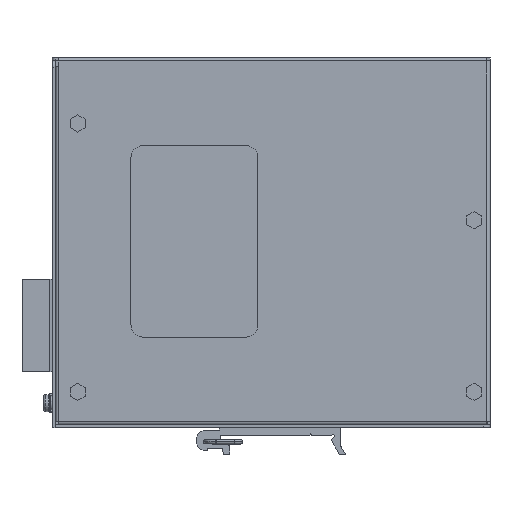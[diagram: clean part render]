
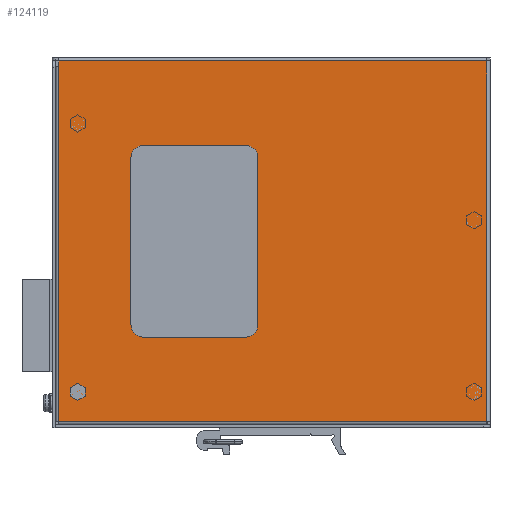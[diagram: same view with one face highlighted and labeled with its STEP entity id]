
A CAD part, front view. The second image highlights one B-rep face of the part: STEP entity #124119.
In plain terms, the highlighted planar face has unit normal (0, -1, 0).
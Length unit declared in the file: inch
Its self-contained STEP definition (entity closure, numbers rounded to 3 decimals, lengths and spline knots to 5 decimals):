
#439 = AXIS2_PLACEMENT_3D ( 'NONE', #98114, #100769, #170594 ) ;
#1830 = ORIENTED_EDGE ( 'NONE', *, *, #111985, .T. ) ;
#1926 = VERTEX_POINT ( 'NONE', #93384 ) ;
#2015 = CIRCLE ( 'NONE', #143874, 0.15748 ) ;
#2471 = VERTEX_POINT ( 'NONE', #22929 ) ;
#4146 = CIRCLE ( 'NONE', #137371, 0.15748 ) ;
#6023 = CARTESIAN_POINT ( 'NONE',  ( -0.38583, -0.25591, -1.46555 ) ) ;
#6195 = AXIS2_PLACEMENT_3D ( 'NONE', #61578, #133181, #7155 ) ;
#7155 = DIRECTION ( 'NONE',  ( 1., 0., 0. ) ) ;
#7782 = DIRECTION ( 'NONE',  ( -1., 0., 0. ) ) ;
#10442 = CARTESIAN_POINT ( 'NONE',  ( -1.85039, -0.25591, 0.66831 ) ) ;
#10856 = VERTEX_POINT ( 'NONE', #16508 ) ;
#12138 = ORIENTED_EDGE ( 'NONE', *, *, #48876, .F. ) ;
#16483 = CARTESIAN_POINT ( 'NONE',  ( -0.22835, -0.25591, 0.66831 ) ) ;
#16508 = CARTESIAN_POINT ( 'NONE',  ( -2.77559, -0.25591, -2.70177 ) ) ;
#18034 = CARTESIAN_POINT ( 'NONE',  ( -1.69291, -0.25591, -1.62303 ) ) ;
#18794 = VECTOR ( 'NONE', #51674, 39.37008 ) ;
#19466 = CARTESIAN_POINT ( 'NONE',  ( -0.38583, -0.25591, -1.62303 ) ) ;
#19651 = DIRECTION ( 'NONE',  ( 0., 0., -1. ) ) ;
#20130 = CARTESIAN_POINT ( 'NONE',  ( 2.69685, -0.25591, -2.70177 ) ) ;
#22929 = CARTESIAN_POINT ( 'NONE',  ( -0.38583, -0.25591, 0.82579 ) ) ;
#23167 = EDGE_LOOP ( 'NONE', ( #112083, #1830, #57687, #88278, #83555 ) ) ;
#24481 = CARTESIAN_POINT ( 'NONE',  ( -2.77559, -0.25591, 1.83366 ) ) ;
#24918 = VERTEX_POINT ( 'NONE', #55737 ) ;
#28463 = VECTOR ( 'NONE', #7782, 39.37008 ) ;
#29168 = VECTOR ( 'NONE', #125935, 39.37008 ) ;
#34978 = VERTEX_POINT ( 'NONE', #16483 ) ;
#37075 = EDGE_CURVE ( 'NONE', #101535, #1926, #2015, .T. ) ;
#37476 = EDGE_CURVE ( 'NONE', #140032, #164479, #168186, .T. ) ;
#38815 = ORIENTED_EDGE ( 'NONE', *, *, #121989, .F. ) ;
#39056 = CARTESIAN_POINT ( 'NONE',  ( -2.77559, -0.25591, 1.83366 ) ) ;
#43648 = CARTESIAN_POINT ( 'NONE',  ( -0.38583, -0.25591, 0.66831 ) ) ;
#44537 = LINE ( 'NONE', #98971, #84551 ) ;
#44538 = DIRECTION ( 'NONE',  ( 0., -1., 0. ) ) ;
#45316 = VECTOR ( 'NONE', #101122, 39.37008 ) ;
#48206 = DIRECTION ( 'NONE',  ( 0., 0., 1. ) ) ;
#48207 = ORIENTED_EDGE ( 'NONE', *, *, #74466, .F. ) ;
#48876 = EDGE_CURVE ( 'NONE', #165249, #176655, #44537, .T. ) ;
#51674 = DIRECTION ( 'NONE',  ( 0., 0., -1. ) ) ;
#54028 = VECTOR ( 'NONE', #48206, 39.37008 ) ;
#55481 = CARTESIAN_POINT ( 'NONE',  ( 2.69685, -0.25591, 1.90453 ) ) ;
#55737 = CARTESIAN_POINT ( 'NONE',  ( -1.69291, -0.25591, -1.62303 ) ) ;
#57687 = ORIENTED_EDGE ( 'NONE', *, *, #37476, .T. ) ;
#58227 = VECTOR ( 'NONE', #160239, 39.37008 ) ;
#59918 = DIRECTION ( 'NONE',  ( 1., 0., 0. ) ) ;
#60302 = LINE ( 'NONE', #86611, #45316 ) ;
#61578 = CARTESIAN_POINT ( 'NONE',  ( -0.03937, -0.25591, -0.37894 ) ) ;
#64079 = EDGE_CURVE ( 'NONE', #110822, #137066, #124141, .T. ) ;
#69016 = EDGE_LOOP ( 'NONE', ( #122593, #90204, #79578, #38815, #74812, #12138, #170673, #48207 ) ) ;
#74466 = EDGE_CURVE ( 'NONE', #2471, #174808, #162891, .T. ) ;
#74812 = ORIENTED_EDGE ( 'NONE', *, *, #176415, .F. ) ;
#77837 = FACE_OUTER_BOUND ( 'NONE', #23167, .T. ) ;
#78164 = CIRCLE ( 'NONE', #83988, 0.15748 ) ;
#79578 = ORIENTED_EDGE ( 'NONE', *, *, #37075, .F. ) ;
#80363 = CARTESIAN_POINT ( 'NONE',  ( 2.69685, -0.25591, -2.70177 ) ) ;
#83555 = ORIENTED_EDGE ( 'NONE', *, *, #64079, .T. ) ;
#83565 = DIRECTION ( 'NONE',  ( 0., 0., 1. ) ) ;
#83988 = AXIS2_PLACEMENT_3D ( 'NONE', #122616, #137113, #83565 ) ;
#84551 = VECTOR ( 'NONE', #141553, 39.37008 ) ;
#86611 = CARTESIAN_POINT ( 'NONE',  ( -2.77559, -0.25591, -2.70177 ) ) ;
#88278 = ORIENTED_EDGE ( 'NONE', *, *, #148859, .T. ) ;
#90204 = ORIENTED_EDGE ( 'NONE', *, *, #119348, .F. ) ;
#91469 = FACE_BOUND ( 'NONE', #69016, .T. ) ;
#92566 = LINE ( 'NONE', #109750, #158584 ) ;
#93384 = CARTESIAN_POINT ( 'NONE',  ( -0.22835, -0.25591, -1.46555 ) ) ;
#95238 = DIRECTION ( 'NONE',  ( 0., 0., 1. ) ) ;
#98114 = CARTESIAN_POINT ( 'NONE',  ( -1.69291, -0.25591, -1.46555 ) ) ;
#98971 = CARTESIAN_POINT ( 'NONE',  ( -1.85039, -0.25591, 0.66831 ) ) ;
#100769 = DIRECTION ( 'NONE',  ( 0., -1., 0. ) ) ;
#101122 = DIRECTION ( 'NONE',  ( 1., 0., 0. ) ) ;
#101433 = DIRECTION ( 'NONE',  ( 1., 0., 0. ) ) ;
#101535 = VERTEX_POINT ( 'NONE', #19466 ) ;
#103204 = EDGE_CURVE ( 'NONE', #174808, #165249, #78164, .T. ) ;
#105721 = CARTESIAN_POINT ( 'NONE',  ( 2.69685, -0.25591, 1.90453 ) ) ;
#108804 = LINE ( 'NONE', #24481, #18794 ) ;
#109750 = CARTESIAN_POINT ( 'NONE',  ( -0.22835, -0.25591, -1.46555 ) ) ;
#110525 = CARTESIAN_POINT ( 'NONE',  ( -2.77559, -0.25591, 1.90453 ) ) ;
#110822 = VERTEX_POINT ( 'NONE', #118065 ) ;
#111985 = EDGE_CURVE ( 'NONE', #10856, #140032, #60302, .T. ) ;
#112083 = ORIENTED_EDGE ( 'NONE', *, *, #142208, .T. ) ;
#117525 = LINE ( 'NONE', #105721, #28463 ) ;
#118065 = CARTESIAN_POINT ( 'NONE',  ( -2.77559, -0.25591, 1.90453 ) ) ;
#119348 = EDGE_CURVE ( 'NONE', #1926, #34978, #92566, .T. ) ;
#121989 = EDGE_CURVE ( 'NONE', #24918, #101535, #142243, .T. ) ;
#121998 = CIRCLE ( 'NONE', #439, 0.15748 ) ;
#122593 = ORIENTED_EDGE ( 'NONE', *, *, #142005, .F. ) ;
#122616 = CARTESIAN_POINT ( 'NONE',  ( -1.69291, -0.25591, 0.66831 ) ) ;
#124119 = ADVANCED_FACE ( 'NONE', ( #91469, #77837 ), #130508, .F. ) ;
#124141 = LINE ( 'NONE', #110525, #29168 ) ;
#125935 = DIRECTION ( 'NONE',  ( 0., 0., -1. ) ) ;
#130508 = PLANE ( 'NONE',  #6195 ) ;
#133181 = DIRECTION ( 'NONE',  ( 0., 1., 0. ) ) ;
#137066 = VERTEX_POINT ( 'NONE', #39056 ) ;
#137113 = DIRECTION ( 'NONE',  ( 0., -1., 0. ) ) ;
#137371 = AXIS2_PLACEMENT_3D ( 'NONE', #43648, #44538, #59918 ) ;
#139114 = CARTESIAN_POINT ( 'NONE',  ( -1.69291, -0.25591, 0.82579 ) ) ;
#140032 = VERTEX_POINT ( 'NONE', #80363 ) ;
#141553 = DIRECTION ( 'NONE',  ( 0., 0., -1. ) ) ;
#142005 = EDGE_CURVE ( 'NONE', #34978, #2471, #4146, .T. ) ;
#142208 = EDGE_CURVE ( 'NONE', #137066, #10856, #108804, .T. ) ;
#142243 = LINE ( 'NONE', #18034, #150421 ) ;
#143874 = AXIS2_PLACEMENT_3D ( 'NONE', #6023, #169300, #19651 ) ;
#148859 = EDGE_CURVE ( 'NONE', #164479, #110822, #117525, .T. ) ;
#150421 = VECTOR ( 'NONE', #101433, 39.37008 ) ;
#158584 = VECTOR ( 'NONE', #95238, 39.37008 ) ;
#160239 = DIRECTION ( 'NONE',  ( -1., 0., 0. ) ) ;
#162891 = LINE ( 'NONE', #176518, #58227 ) ;
#164479 = VERTEX_POINT ( 'NONE', #55481 ) ;
#165026 = CARTESIAN_POINT ( 'NONE',  ( -1.85039, -0.25591, -1.46555 ) ) ;
#165249 = VERTEX_POINT ( 'NONE', #10442 ) ;
#168186 = LINE ( 'NONE', #20130, #54028 ) ;
#169300 = DIRECTION ( 'NONE',  ( 0., -1., 0. ) ) ;
#170594 = DIRECTION ( 'NONE',  ( -1., 0., 0. ) ) ;
#170673 = ORIENTED_EDGE ( 'NONE', *, *, #103204, .F. ) ;
#174808 = VERTEX_POINT ( 'NONE', #139114 ) ;
#176415 = EDGE_CURVE ( 'NONE', #176655, #24918, #121998, .T. ) ;
#176518 = CARTESIAN_POINT ( 'NONE',  ( -0.38583, -0.25591, 0.82579 ) ) ;
#176655 = VERTEX_POINT ( 'NONE', #165026 ) ;
